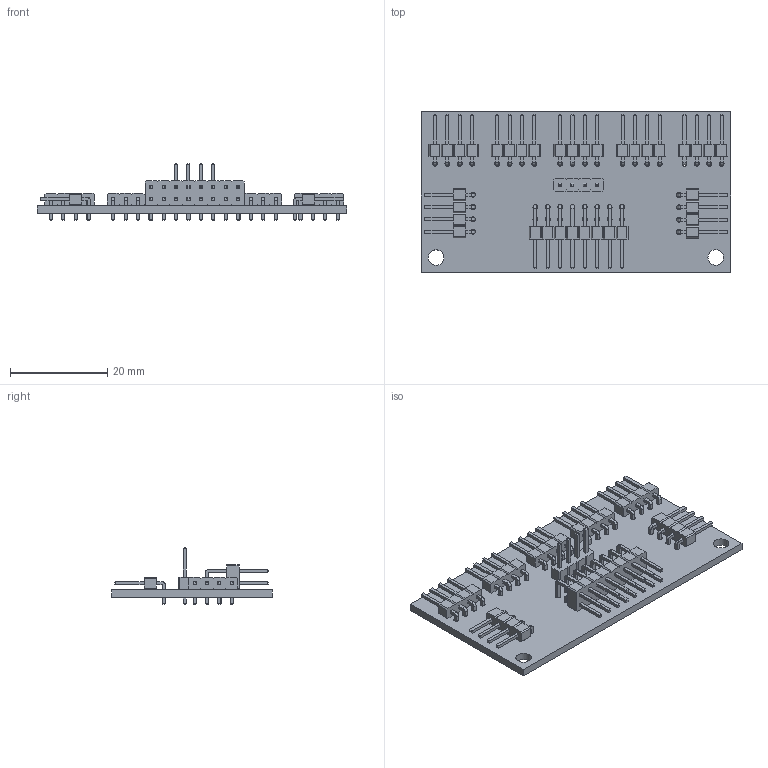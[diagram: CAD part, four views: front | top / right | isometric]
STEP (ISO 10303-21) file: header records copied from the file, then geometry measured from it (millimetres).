
FILE_DESCRIPTION(('KiCad electronic assembly'),'2;1');
FILE_NAME('PCB de Sensores V1.step','2024-08-04T20:49:40',('Pcbnew'),( 'Kicad'),'Open CASCADE STEP processor 7.7','KiCad to STEP converter' ,'Unknown');
FILE_SCHEMA(('AUTOMOTIVE_DESIGN { 1 0 10303 214 1 1 1 1 }'));
Length unit declared in the file: millimetre
Products named in the file (8): PCB de Sensores V1 1; PinHeader_1x04_P2.54mm_Horizontal; PinHeader_1x04_P254mm_Horizontal; PinHeader_2x08_P2.54mm_Horizontal; PinHeader_2x08_P254mm_Horizontal; PinHeader_1x04_P2.54mm_Vertical; PinHeader_1x04_P254mm_Vertical; PCB de Sensores V1_PCB
Assembly tree (13 placements, depth 3):
  PCB de Sensores V1 1
    PinHeader_1x04_P2.54mm_Horizontal  x7
      PinHeader_1x04_P254mm_Horizontal
    PinHeader_2x08_P2.54mm_Horizontal
      PinHeader_2x08_P254mm_Horizontal
    PinHeader_1x04_P2.54mm_Vertical
      PinHeader_1x04_P254mm_Vertical
    PCB de Sensores V1_PCB
Bounding box: 63.51 x 32.94 x 11.54 mm (x, y, z)
Volume: 4273.1 mm3; surface area: 7411.7 mm2
Topology: 10 solids, 10 shells, 1328 faces, 3252 edges, 2040 vertices
Faces by surface type: plane 1234, cylinder 94
Full cylindrical faces by diameter (mm): 1 x48, 3.2 x2
Entity records: 23368 total; most frequent: CARTESIAN_POINT 3286, ORIENTED_EDGE 3216, DIRECTION 3088, EDGE_CURVE 1608, LINE 1468, VECTOR 1468, VERTEX_POINT 1008, AXIS2_PLACEMENT_3D 810
